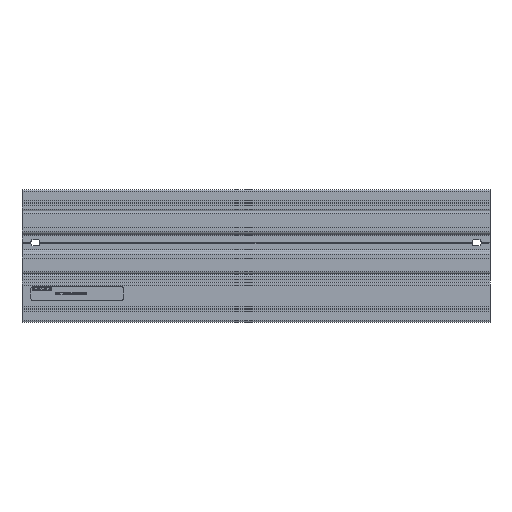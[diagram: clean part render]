
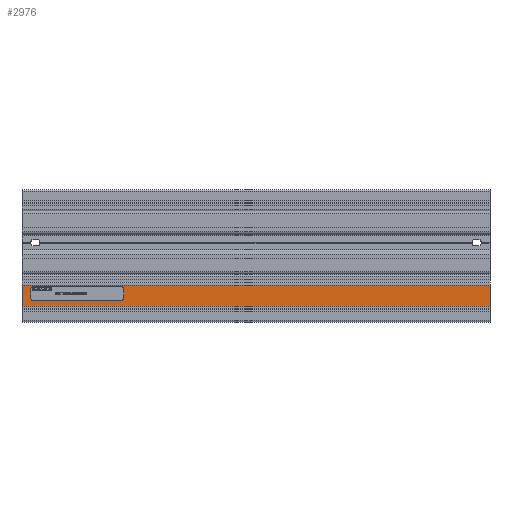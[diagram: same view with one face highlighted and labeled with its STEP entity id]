
A CAD part, top view. The second image highlights one B-rep face of the part: STEP entity #2976.
In plain terms, the highlighted planar face has unit normal (0, 0, 1).
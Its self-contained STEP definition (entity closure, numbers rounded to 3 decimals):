
#2976=ADVANCED_FACE('',(#3724,#3725),#3381,.F.);
#3381=PLANE('',#11130);
#3703=CIRCLE('',#11126,2.);
#3704=CIRCLE('',#11127,2.);
#3705=CIRCLE('',#11128,2.);
#3706=CIRCLE('',#11129,2.);
#3724=FACE_BOUND('',#3958,.T.);
#3725=FACE_BOUND('',#3959,.T.);
#3958=EDGE_LOOP('',(#5377,#5378,#5379,#5380,#5381,#5382,#5383,#5384));
#3959=EDGE_LOOP('',(#5385,#5386,#5387,#5388));
#5377=ORIENTED_EDGE('',*,*,#8487,.F.);
#5378=ORIENTED_EDGE('',*,*,#8488,.F.);
#5379=ORIENTED_EDGE('',*,*,#8489,.F.);
#5380=ORIENTED_EDGE('',*,*,#8490,.F.);
#5381=ORIENTED_EDGE('',*,*,#8491,.F.);
#5382=ORIENTED_EDGE('',*,*,#8492,.F.);
#5383=ORIENTED_EDGE('',*,*,#8493,.F.);
#5384=ORIENTED_EDGE('',*,*,#8494,.F.);
#5385=ORIENTED_EDGE('',*,*,#8495,.T.);
#5386=ORIENTED_EDGE('',*,*,#8496,.F.);
#5387=ORIENTED_EDGE('',*,*,#8497,.F.);
#5388=ORIENTED_EDGE('',*,*,#8485,.T.);
#7495=VERTEX_POINT('',#14597);
#7496=VERTEX_POINT('',#14599);
#7497=VERTEX_POINT('',#14603);
#7498=VERTEX_POINT('',#14604);
#7499=VERTEX_POINT('',#14606);
#7500=VERTEX_POINT('',#14608);
#7501=VERTEX_POINT('',#14610);
#7502=VERTEX_POINT('',#14612);
#7503=VERTEX_POINT('',#14614);
#7504=VERTEX_POINT('',#14616);
#7505=VERTEX_POINT('',#14619);
#7506=VERTEX_POINT('',#14621);
#8485=EDGE_CURVE('',#7496,#7495,#9589,.T.);
#8487=EDGE_CURVE('',#7497,#7498,#9591,.T.);
#8488=EDGE_CURVE('',#7499,#7497,#3703,.T.);
#8489=EDGE_CURVE('',#7500,#7499,#9592,.T.);
#8490=EDGE_CURVE('',#7501,#7500,#3704,.T.);
#8491=EDGE_CURVE('',#7502,#7501,#9593,.T.);
#8492=EDGE_CURVE('',#7503,#7502,#3705,.T.);
#8493=EDGE_CURVE('',#7504,#7503,#9594,.T.);
#8494=EDGE_CURVE('',#7498,#7504,#3706,.T.);
#8495=EDGE_CURVE('',#7495,#7505,#9595,.T.);
#8496=EDGE_CURVE('',#7506,#7505,#9596,.T.);
#8497=EDGE_CURVE('',#7496,#7506,#9597,.T.);
#9589=LINE('',#14598,#10419);
#9591=LINE('',#14602,#10421);
#9592=LINE('',#14607,#10422);
#9593=LINE('',#14611,#10423);
#9594=LINE('',#14615,#10424);
#9595=LINE('',#14618,#10425);
#9596=LINE('',#14620,#10426);
#9597=LINE('',#14622,#10427);
#10419=VECTOR('',#12428,1.);
#10421=VECTOR('',#12432,1.);
#10422=VECTOR('',#12435,1.);
#10423=VECTOR('',#12438,1.);
#10424=VECTOR('',#12441,1.);
#10425=VECTOR('',#12444,1.);
#10426=VECTOR('',#12445,1.);
#10427=VECTOR('',#12446,1.);
#11126=AXIS2_PLACEMENT_3D('',#14605,#12433,#12434);
#11127=AXIS2_PLACEMENT_3D('',#14609,#12436,#12437);
#11128=AXIS2_PLACEMENT_3D('',#14613,#12439,#12440);
#11129=AXIS2_PLACEMENT_3D('',#14617,#12442,#12443);
#11130=AXIS2_PLACEMENT_3D('',#14623,#12447,#12448);
#12428=DIRECTION('',(-1.,0.,0.));
#12432=DIRECTION('',(0.,-1.,0.));
#12433=DIRECTION('',(0.,0.,1.));
#12434=DIRECTION('',(0.,-1.,0.));
#12435=DIRECTION('',(-1.,0.,0.));
#12436=DIRECTION('',(0.,0.,1.));
#12437=DIRECTION('',(0.,-1.,0.));
#12438=DIRECTION('',(0.,1.,0.));
#12439=DIRECTION('',(0.,0.,1.));
#12440=DIRECTION('',(0.,-1.,0.));
#12441=DIRECTION('',(1.,0.,0.));
#12442=DIRECTION('',(0.,0.,1.));
#12443=DIRECTION('',(0.,-1.,0.));
#12444=DIRECTION('',(0.,-1.,0.));
#12445=DIRECTION('',(-1.,0.,0.));
#12446=DIRECTION('',(0.,-1.,0.));
#12447=DIRECTION('',(0.,0.,-1.));
#12448=DIRECTION('',(0.,1.,0.));
#14597=CARTESIAN_POINT('',(-265.,-31.8,15.5));
#14598=CARTESIAN_POINT('',(265.,-31.8,15.5));
#14599=CARTESIAN_POINT('',(265.,-31.8,15.5));
#14602=CARTESIAN_POINT('',(-255.,-35.8,15.5));
#14603=CARTESIAN_POINT('',(-255.,-35.8,15.5));
#14604=CARTESIAN_POINT('',(-255.,-46.8,15.5));
#14605=CARTESIAN_POINT('',(-253.,-35.8,15.5));
#14606=CARTESIAN_POINT('',(-253.,-33.8,15.5));
#14607=CARTESIAN_POINT('',(-152.,-33.8,15.5));
#14608=CARTESIAN_POINT('',(-152.,-33.8,15.5));
#14609=CARTESIAN_POINT('',(-152.,-35.8,15.5));
#14610=CARTESIAN_POINT('',(-150.,-35.8,15.5));
#14611=CARTESIAN_POINT('',(-150.,-46.8,15.5));
#14612=CARTESIAN_POINT('',(-150.,-46.8,15.5));
#14613=CARTESIAN_POINT('',(-152.,-46.8,15.5));
#14614=CARTESIAN_POINT('',(-152.,-48.8,15.5));
#14615=CARTESIAN_POINT('',(-253.,-48.8,15.5));
#14616=CARTESIAN_POINT('',(-253.,-48.8,15.5));
#14617=CARTESIAN_POINT('',(-253.,-46.8,15.5));
#14618=CARTESIAN_POINT('',(-265.,-31.8,15.5));
#14619=CARTESIAN_POINT('',(-265.,-55.8,15.5));
#14620=CARTESIAN_POINT('',(265.,-55.8,15.5));
#14621=CARTESIAN_POINT('',(265.,-55.8,15.5));
#14622=CARTESIAN_POINT('',(265.,-31.8,15.5));
#14623=CARTESIAN_POINT('',(265.,-31.8,15.5));
